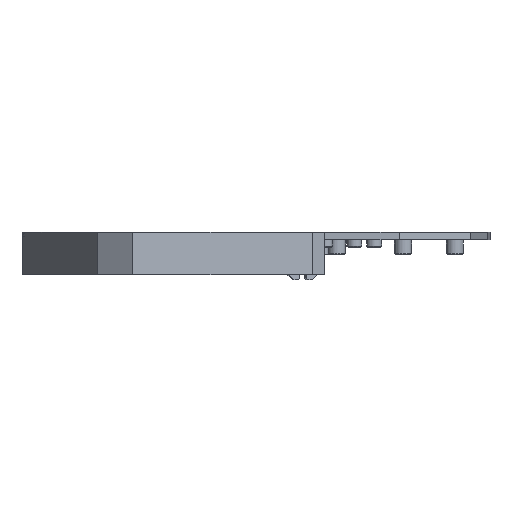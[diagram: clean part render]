
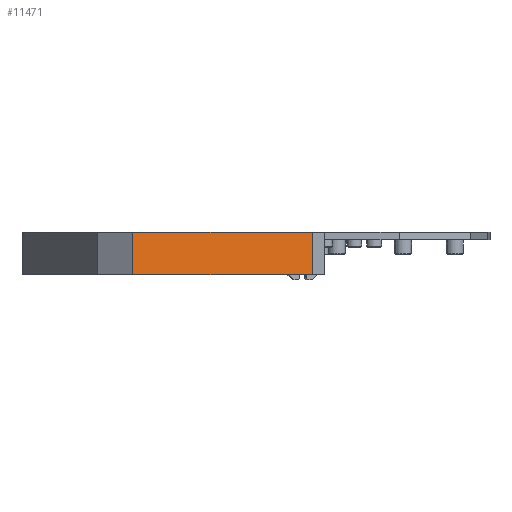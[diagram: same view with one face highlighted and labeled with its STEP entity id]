
A CAD part, left-side view. The second image highlights one B-rep face of the part: STEP entity #11471.
In plain terms, the highlighted planar face has unit normal (-0.829, -0.56, 0).
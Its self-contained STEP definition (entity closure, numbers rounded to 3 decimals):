
#978=FACE_OUTER_BOUND('',#1681,.T.);
#1681=EDGE_LOOP('',(#10197,#10198,#10199,#10200));
#1772=LINE('',#15247,#3192);
#3107=LINE('',#20503,#4527);
#3108=LINE('',#20506,#4528);
#3109=LINE('',#20507,#4529);
#3192=VECTOR('',#12443,10.);
#4527=VECTOR('',#14968,10.);
#4528=VECTOR('',#14971,10.);
#4529=VECTOR('',#14972,10.);
#4622=VERTEX_POINT('',#15244);
#4623=VERTEX_POINT('',#15246);
#5577=VERTEX_POINT('',#20501);
#5578=VERTEX_POINT('',#20505);
#5702=EDGE_CURVE('',#4622,#4623,#1772,.T.);
#7161=EDGE_CURVE('',#4622,#5577,#3107,.T.);
#7162=EDGE_CURVE('',#5578,#5577,#3108,.T.);
#7163=EDGE_CURVE('',#4623,#5578,#3109,.T.);
#10197=ORIENTED_EDGE('',*,*,#7161,.T.);
#10198=ORIENTED_EDGE('',*,*,#7162,.F.);
#10199=ORIENTED_EDGE('',*,*,#7163,.F.);
#10200=ORIENTED_EDGE('',*,*,#5702,.F.);
#10860=PLANE('',#12177);
#11471=ADVANCED_FACE('',(#978),#10860,.T.);
#12177=AXIS2_PLACEMENT_3D('',#20504,#14969,#14970);
#12443=DIRECTION('',(0.56,-0.829,0.));
#14968=DIRECTION('',(0.,0.,-1.));
#14969=DIRECTION('center_axis',(-0.829,-0.56,0.));
#14970=DIRECTION('ref_axis',(-0.56,0.829,0.));
#14971=DIRECTION('',(-0.56,0.829,0.));
#14972=DIRECTION('',(0.,0.,-1.));
#15244=CARTESIAN_POINT('',(-135.88,60.539,3.));
#15246=CARTESIAN_POINT('',(-87.138,-11.592,3.));
#15247=CARTESIAN_POINT('',(-135.88,60.539,3.));
#20501=CARTESIAN_POINT('',(-135.88,60.539,-14.));
#20503=CARTESIAN_POINT('',(-135.88,60.539,0.));
#20504=CARTESIAN_POINT('Origin',(-87.138,-11.592,0.));
#20505=CARTESIAN_POINT('',(-87.138,-11.592,-14.));
#20506=CARTESIAN_POINT('',(-135.88,60.539,-14.));
#20507=CARTESIAN_POINT('',(-87.138,-11.592,0.));
